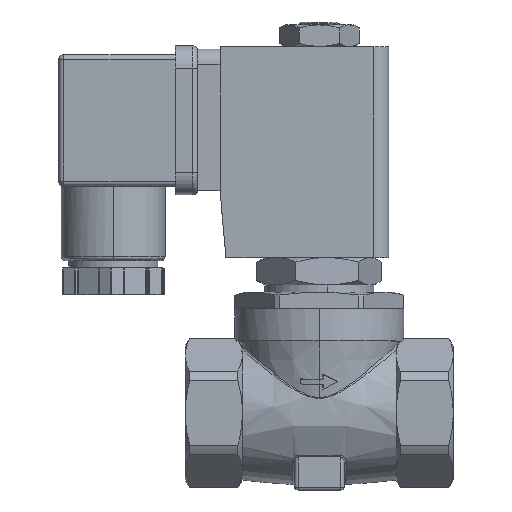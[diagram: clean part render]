
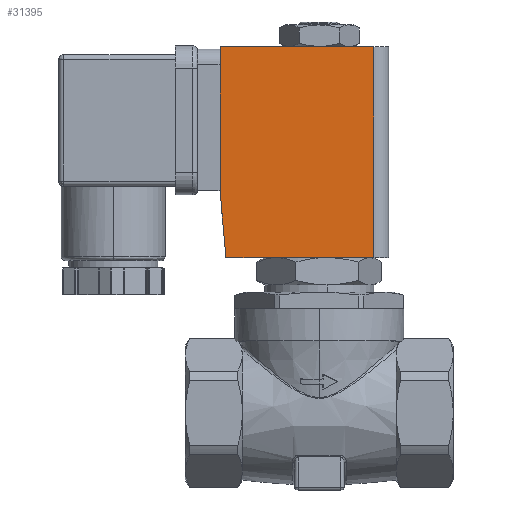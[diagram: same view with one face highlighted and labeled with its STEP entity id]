
A CAD part, top view. The second image highlights one B-rep face of the part: STEP entity #31395.
In plain terms, the highlighted face is planar.
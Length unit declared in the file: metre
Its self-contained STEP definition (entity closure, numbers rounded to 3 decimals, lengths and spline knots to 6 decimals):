
#898 = CARTESIAN_POINT ( 'NONE',  ( -0.015819, -0.0145, 0. ) ) ;
#1172 = DIRECTION ( 'NONE',  ( 0., 0., -1. ) ) ;
#1417 = CARTESIAN_POINT ( 'NONE',  ( 0.014, -0.0145, 0.0425 ) ) ;
#2081 = CARTESIAN_POINT ( 'NONE',  ( -0.017, -0.0145, 0.0425 ) ) ;
#3529 = AXIS2_PLACEMENT_3D ( 'NONE', #2081, #33337, #17857 ) ;
#4310 = DIRECTION ( 'NONE',  ( 1., 0., 0. ) ) ;
#5904 = VECTOR ( 'NONE', #24762, 1. ) ;
#6092 = VERTEX_POINT ( 'NONE', #8213 ) ;
#6120 = FACE_OUTER_BOUND ( 'NONE', #25093, .T. ) ;
#6408 = ORIENTED_EDGE ( 'NONE', *, *, #37352, .F. ) ;
#8213 = CARTESIAN_POINT ( 'NONE',  ( 0.014, -0.0145, 0.0425 ) ) ;
#9097 = CARTESIAN_POINT ( 'NONE',  ( -0.017, -0.0145, 0.0425 ) ) ;
#9147 = EDGE_CURVE ( 'NONE', #38334, #9405, #19823, .T. ) ;
#9405 = VERTEX_POINT ( 'NONE', #46733 ) ;
#11746 = EDGE_CURVE ( 'NONE', #43859, #38334, #28469, .T. ) ;
#13537 = PLANE ( 'NONE',  #3529 ) ;
#15678 = DIRECTION ( 'NONE',  ( -0.087, 0., 0.996 ) ) ;
#17366 = DIRECTION ( 'NONE',  ( -1., 0., 0. ) ) ;
#17857 = DIRECTION ( 'NONE',  ( -1., 0., 0. ) ) ;
#19823 = LINE ( 'NONE', #898, #23145 ) ;
#23145 = VECTOR ( 'NONE', #15678, 1. ) ;
#23228 = EDGE_CURVE ( 'NONE', #9405, #45249, #36774, .T. ) ;
#23804 = LINE ( 'NONE', #39463, #28140 ) ;
#24762 = DIRECTION ( 'NONE',  ( 0., 0., 1. ) ) ;
#25093 = EDGE_LOOP ( 'NONE', ( #40604, #36865, #40685, #6408, #32656 ) ) ;
#26189 = CARTESIAN_POINT ( 'NONE',  ( -0.017, -0.0145, 0.0425 ) ) ;
#28140 = VECTOR ( 'NONE', #4310, 1. ) ;
#28469 = LINE ( 'NONE', #44150, #40619 ) ;
#31395 = ADVANCED_FACE ( 'NONE', ( #6120 ), #13537, .F. ) ;
#31895 = LINE ( 'NONE', #1417, #47386 ) ;
#32336 = CARTESIAN_POINT ( 'NONE',  ( -0.015819, -0.0145, 0. ) ) ;
#32656 = ORIENTED_EDGE ( 'NONE', *, *, #23228, .F. ) ;
#33337 = DIRECTION ( 'NONE',  ( 0., 1., 0. ) ) ;
#33656 = CARTESIAN_POINT ( 'NONE',  ( 0.014, -0.0145, 0. ) ) ;
#36774 = LINE ( 'NONE', #9097, #5904 ) ;
#36865 = ORIENTED_EDGE ( 'NONE', *, *, #11746, .F. ) ;
#37352 = EDGE_CURVE ( 'NONE', #45249, #6092, #23804, .T. ) ;
#38334 = VERTEX_POINT ( 'NONE', #32336 ) ;
#39463 = CARTESIAN_POINT ( 'NONE',  ( -0.017, -0.0145, 0.0425 ) ) ;
#40604 = ORIENTED_EDGE ( 'NONE', *, *, #9147, .F. ) ;
#40619 = VECTOR ( 'NONE', #17366, 1. ) ;
#40685 = ORIENTED_EDGE ( 'NONE', *, *, #46276, .F. ) ;
#43859 = VERTEX_POINT ( 'NONE', #33656 ) ;
#44150 = CARTESIAN_POINT ( 'NONE',  ( -0.017, -0.0145, 0. ) ) ;
#45249 = VERTEX_POINT ( 'NONE', #26189 ) ;
#46276 = EDGE_CURVE ( 'NONE', #6092, #43859, #31895, .T. ) ;
#46733 = CARTESIAN_POINT ( 'NONE',  ( -0.017, -0.0145, 0.0135 ) ) ;
#47386 = VECTOR ( 'NONE', #1172, 1. ) ;
